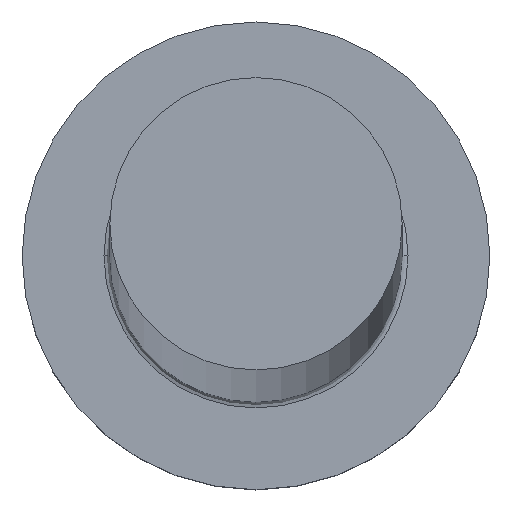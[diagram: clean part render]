
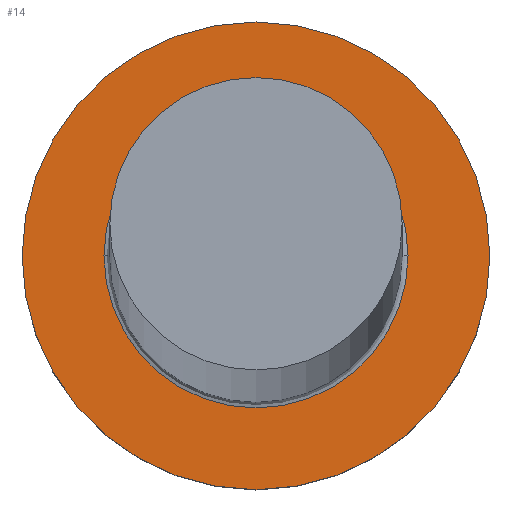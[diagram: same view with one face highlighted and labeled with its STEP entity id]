
A CAD part, top view. The second image highlights one B-rep face of the part: STEP entity #14.
In plain terms, the highlighted planar face has unit normal (0, 0, 1).
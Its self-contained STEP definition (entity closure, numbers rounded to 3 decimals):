
#1 = DIRECTION ( 'NONE',  ( 0., 0., 1. ) ) ;
#7 = DIRECTION ( 'NONE',  ( 1., 0., 0. ) ) ;
#14 = ADVANCED_FACE ( 'NONE', ( #86, #210 ), #304, .T. ) ;
#16 = VERTEX_POINT ( 'NONE', #115 ) ;
#20 = EDGE_LOOP ( 'NONE', ( #160, #64 ) ) ;
#25 = CARTESIAN_POINT ( 'NONE',  ( 0., 0., 5. ) ) ;
#46 = AXIS2_PLACEMENT_3D ( 'NONE', #67, #71, #87 ) ;
#49 = EDGE_CURVE ( 'NONE', #228, #16, #286, .T. ) ;
#64 = ORIENTED_EDGE ( 'NONE', *, *, #193, .T. ) ;
#67 = CARTESIAN_POINT ( 'NONE',  ( 0., 0., 5. ) ) ;
#71 = DIRECTION ( 'NONE',  ( 0., 0., 1. ) ) ;
#76 = CARTESIAN_POINT ( 'NONE',  ( 8., 0., 5. ) ) ;
#86 = FACE_BOUND ( 'NONE', #20, .T. ) ;
#87 = DIRECTION ( 'NONE',  ( 1., 0., 0. ) ) ;
#91 = CARTESIAN_POINT ( 'NONE',  ( 0., 0., 5. ) ) ;
#92 = CARTESIAN_POINT ( 'NONE',  ( 0., 0., 5. ) ) ;
#97 = DIRECTION ( 'NONE',  ( 0., 0., -1. ) ) ;
#98 = AXIS2_PLACEMENT_3D ( 'NONE', #222, #97, #260 ) ;
#99 = EDGE_LOOP ( 'NONE', ( #207, #265 ) ) ;
#101 = EDGE_CURVE ( 'NONE', #104, #205, #142, .T. ) ;
#104 = VERTEX_POINT ( 'NONE', #209 ) ;
#115 = CARTESIAN_POINT ( 'NONE',  ( -5.2, 0., 5. ) ) ;
#117 = DIRECTION ( 'NONE',  ( 1., 0., 0. ) ) ;
#142 = CIRCLE ( 'NONE', #211, 8. ) ;
#160 = ORIENTED_EDGE ( 'NONE', *, *, #49, .T. ) ;
#182 = DIRECTION ( 'NONE',  ( 1., 0., 0. ) ) ;
#185 = AXIS2_PLACEMENT_3D ( 'NONE', #91, #300, #182 ) ;
#193 = EDGE_CURVE ( 'NONE', #16, #228, #259, .T. ) ;
#205 = VERTEX_POINT ( 'NONE', #76 ) ;
#207 = ORIENTED_EDGE ( 'NONE', *, *, #101, .T. ) ;
#209 = CARTESIAN_POINT ( 'NONE',  ( -8., 0., 5. ) ) ;
#210 = FACE_OUTER_BOUND ( 'NONE', #99, .T. ) ;
#211 = AXIS2_PLACEMENT_3D ( 'NONE', #92, #236, #117 ) ;
#213 = CIRCLE ( 'NONE', #293, 8. ) ;
#222 = CARTESIAN_POINT ( 'NONE',  ( 0., 0., 5. ) ) ;
#228 = VERTEX_POINT ( 'NONE', #240 ) ;
#236 = DIRECTION ( 'NONE',  ( 0., 0., 1. ) ) ;
#240 = CARTESIAN_POINT ( 'NONE',  ( 5.2, 0., 5. ) ) ;
#259 = CIRCLE ( 'NONE', #98, 5.2 ) ;
#260 = DIRECTION ( 'NONE',  ( 1., 0., 0. ) ) ;
#265 = ORIENTED_EDGE ( 'NONE', *, *, #267, .T. ) ;
#267 = EDGE_CURVE ( 'NONE', #205, #104, #213, .T. ) ;
#286 = CIRCLE ( 'NONE', #185, 5.2 ) ;
#293 = AXIS2_PLACEMENT_3D ( 'NONE', #25, #1, #7 ) ;
#300 = DIRECTION ( 'NONE',  ( 0., 0., -1. ) ) ;
#304 = PLANE ( 'NONE',  #46 ) ;
